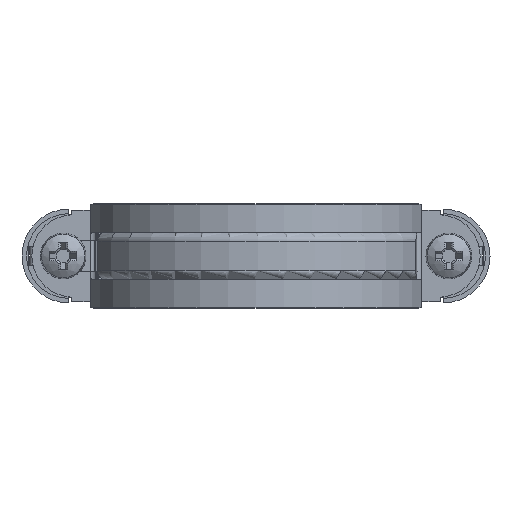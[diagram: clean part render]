
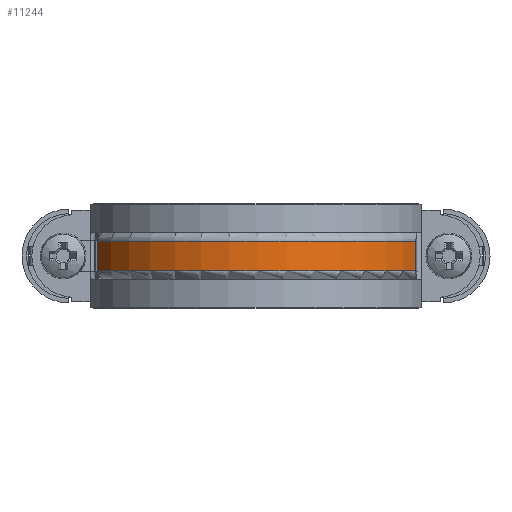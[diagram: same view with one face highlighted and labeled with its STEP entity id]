
A CAD part, front view. The second image highlights one B-rep face of the part: STEP entity #11244.
In plain terms, the highlighted cylindrical face has radius 37.6 mm (diameter 75.2 mm), a partial arc.
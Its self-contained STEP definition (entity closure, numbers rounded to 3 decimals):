
#1966=CARTESIAN_POINT('',(34.968,-13.821,-3.25));
#1967=VERTEX_POINT('',#1966);
#1985=CARTESIAN_POINT('',(-34.569,-14.79,-3.25));
#1986=VERTEX_POINT('',#1985);
#1987=CARTESIAN_POINT('',(0.0,0.0,-3.25));
#1988=DIRECTION('',(0.0,0.0,-1.0));
#1989=DIRECTION('',(0.,-1.0,0.0));
#1990=AXIS2_PLACEMENT_3D('',#1987,#1988,#1989);
#1991=CIRCLE('',#1990,37.6);
#1992=EDGE_CURVE('',#1967,#1986,#1991,.T.);
#2044=CARTESIAN_POINT('',(-34.569,-14.79,3.25));
#2045=VERTEX_POINT('',#2044);
#2055=CARTESIAN_POINT('',(34.968,-13.821,3.25));
#2056=VERTEX_POINT('',#2055);
#2057=CARTESIAN_POINT('',(0.0,0.0,3.25));
#2058=DIRECTION('',(0.0,0.0,1.0));
#2059=DIRECTION('',(0.,-1.0,0.0));
#2060=AXIS2_PLACEMENT_3D('',#2057,#2058,#2059);
#2061=CIRCLE('',#2060,37.6);
#2062=EDGE_CURVE('',#2045,#2056,#2061,.T.);
#10718=CARTESIAN_POINT('',(-34.569,-14.79,3.25));
#10719=DIRECTION('',(0.0,0.0,-1.0));
#10720=VECTOR('',#10719,6.5);
#10721=LINE('',#10718,#10720);
#10722=EDGE_CURVE('',#2045,#1986,#10721,.T.);
#11228=CARTESIAN_POINT('',(0.0,0.0,0.));
#11229=DIRECTION('',(0.0,0.0,-1.0));
#11230=DIRECTION('',(0.0,-1.0,0.0));
#11231=AXIS2_PLACEMENT_3D('',#11228,#11229,#11230);
#11232=CYLINDRICAL_SURFACE('',#11231,37.6);
#11233=ORIENTED_EDGE('',*,*,#10722,.T.);
#11234=ORIENTED_EDGE('',*,*,#1992,.F.);
#11235=CARTESIAN_POINT('',(34.968,-13.821,-3.25));
#11236=DIRECTION('',(0.0,0.0,1.0));
#11237=VECTOR('',#11236,6.5);
#11238=LINE('',#11235,#11237);
#11239=EDGE_CURVE('',#1967,#2056,#11238,.T.);
#11240=ORIENTED_EDGE('',*,*,#11239,.T.);
#11241=ORIENTED_EDGE('',*,*,#2062,.F.);
#11242=EDGE_LOOP('',(#11233,#11234,#11240,#11241));
#11243=FACE_OUTER_BOUND('',#11242,.T.);
#11244=ADVANCED_FACE('',(#11243),#11232,.T.);
